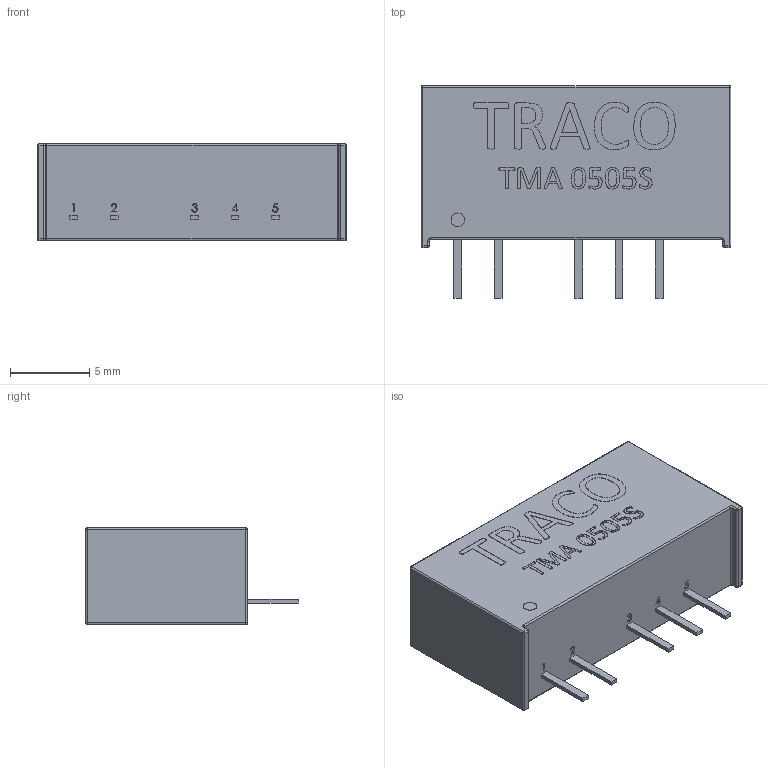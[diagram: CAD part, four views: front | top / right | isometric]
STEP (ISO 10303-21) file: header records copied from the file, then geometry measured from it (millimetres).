
FILE_DESCRIPTION (( 'STEP AP214' ), '1' );
FILE_NAME ('User Library-Traco TMA 0505S.STEP', '2017-10-28T19:34:05', ( 'Windows User' ), ( '' ), 'SwSTEP 2.0', 'SolidWorks 2017', '' );
FILE_SCHEMA (( 'AUTOMOTIVE_DESIGN' ));
Length unit declared in the file: millimetre
Products named in the file (1): User Library-Traco TMA 0505S
Bounding box: 19.5 x 13.4 x 6.12 mm (x, y, z)
Volume: 1159.2 mm3; surface area: 773.6 mm2
Topology: 6 solids, 6 shells, 348 faces, 898 edges, 576 vertices
Faces by surface type: plane 158, bspline 148, cylinder 26, sphere 12, torus 4
Entity records: 19391 total; most frequent: CARTESIAN_POINT 10191, ORIENTED_EDGE 1772, DIRECTION 1048, EDGE_CURVE 886, VERTEX_POINT 576, VECTOR 534, LINE 534, EDGE_LOOP 374
